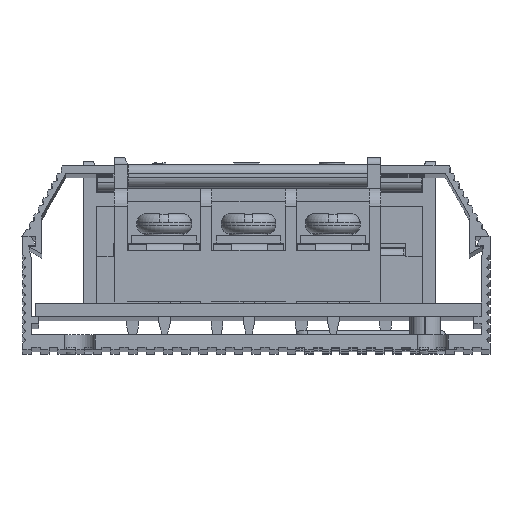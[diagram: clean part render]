
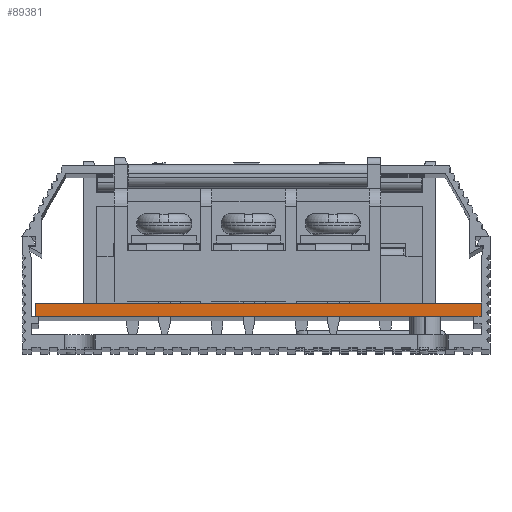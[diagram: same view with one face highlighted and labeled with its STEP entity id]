
A CAD part, top view. The second image highlights one B-rep face of the part: STEP entity #89381.
In plain terms, the highlighted planar face has unit normal (0, 0, 1).
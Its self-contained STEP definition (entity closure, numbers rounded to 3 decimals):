
#6894 = DIRECTION ( 'NONE',  ( -1., 0., 0. ) ) ;
#9506 = DIRECTION ( 'NONE',  ( 1., 0., 0. ) ) ;
#13222 = FACE_OUTER_BOUND ( 'NONE', #95298, .T. ) ;
#16970 = CARTESIAN_POINT ( 'NONE',  ( -205.211, 0., 628.283 ) ) ;
#17485 = LINE ( 'NONE', #103934, #43823 ) ;
#19372 = EDGE_CURVE ( 'NONE', #46996, #50425, #17485, .T. ) ;
#19851 = VECTOR ( 'NONE', #76631, 1000. ) ;
#23830 = LINE ( 'NONE', #85804, #19851 ) ;
#24910 = AXIS2_PLACEMENT_3D ( 'NONE', #68259, #41012, #6894 ) ;
#25122 = EDGE_CURVE ( 'NONE', #88982, #46996, #48373, .T. ) ;
#28153 = CARTESIAN_POINT ( 'NONE',  ( -255.811, 1.5, 628.283 ) ) ;
#31321 = DIRECTION ( 'NONE',  ( 0., -1., 0. ) ) ;
#38774 = PLANE ( 'NONE',  #24910 ) ;
#41012 = DIRECTION ( 'NONE',  ( 0., 0., -1. ) ) ;
#42405 = DIRECTION ( 'NONE',  ( 0., -1., 0. ) ) ;
#43823 = VECTOR ( 'NONE', #9506, 1000. ) ;
#44631 = LINE ( 'NONE', #79334, #84947 ) ;
#46996 = VERTEX_POINT ( 'NONE', #77899 ) ;
#48373 = LINE ( 'NONE', #82486, #65497 ) ;
#50425 = VERTEX_POINT ( 'NONE', #16970 ) ;
#52576 = EDGE_CURVE ( 'NONE', #88982, #55644, #23830, .T. ) ;
#55644 = VERTEX_POINT ( 'NONE', #61151 ) ;
#61151 = CARTESIAN_POINT ( 'NONE',  ( -205.211, 1.5, 628.283 ) ) ;
#65497 = VECTOR ( 'NONE', #31321, 1000. ) ;
#66421 = ORIENTED_EDGE ( 'NONE', *, *, #19372, .T. ) ;
#68259 = CARTESIAN_POINT ( 'NONE',  ( -255.811, 1.5, 628.283 ) ) ;
#73941 = ORIENTED_EDGE ( 'NONE', *, *, #52576, .F. ) ;
#75862 = ORIENTED_EDGE ( 'NONE', *, *, #25122, .T. ) ;
#76631 = DIRECTION ( 'NONE',  ( 1., 0., 0. ) ) ;
#77899 = CARTESIAN_POINT ( 'NONE',  ( -255.811, 0., 628.283 ) ) ;
#79334 = CARTESIAN_POINT ( 'NONE',  ( -205.211, 1.5, 628.283 ) ) ;
#82486 = CARTESIAN_POINT ( 'NONE',  ( -255.811, 1.5, 628.283 ) ) ;
#84624 = ORIENTED_EDGE ( 'NONE', *, *, #89802, .F. ) ;
#84947 = VECTOR ( 'NONE', #42405, 1000. ) ;
#85804 = CARTESIAN_POINT ( 'NONE',  ( -255.811, 1.5, 628.283 ) ) ;
#88982 = VERTEX_POINT ( 'NONE', #28153 ) ;
#89381 = ADVANCED_FACE ( 'NONE', ( #13222 ), #38774, .F. ) ;
#89802 = EDGE_CURVE ( 'NONE', #55644, #50425, #44631, .T. ) ;
#95298 = EDGE_LOOP ( 'NONE', ( #66421, #84624, #73941, #75862 ) ) ;
#103934 = CARTESIAN_POINT ( 'NONE',  ( -255.811, 0., 628.283 ) ) ;
